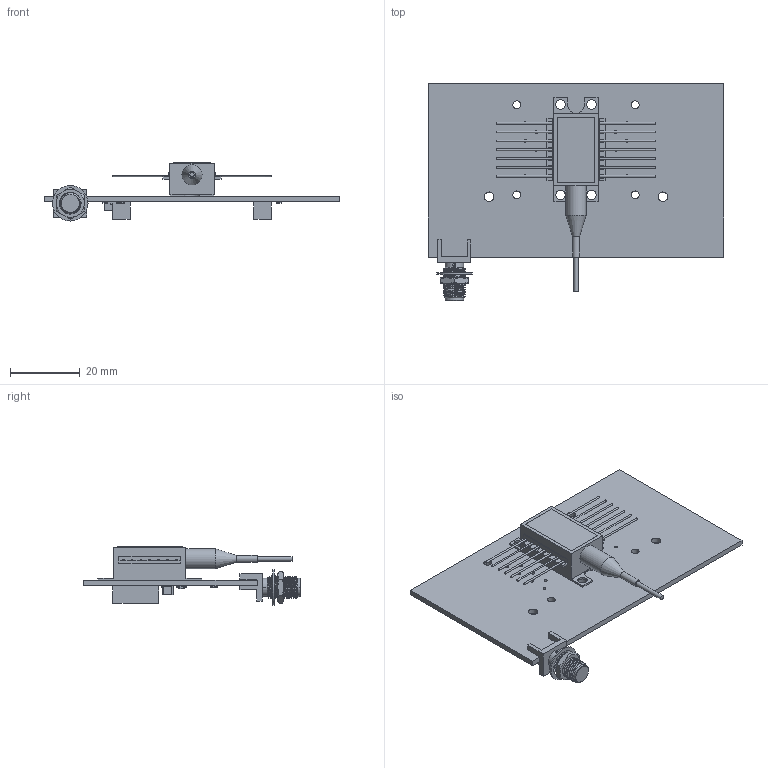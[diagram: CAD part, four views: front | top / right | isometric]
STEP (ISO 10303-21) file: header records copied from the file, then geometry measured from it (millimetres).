
FILE_DESCRIPTION(('KiCad electronic assembly'),'2;1');
FILE_NAME('Kirdy_LD_Adapter.step','2023-11-15T16:26:08',('Pcbnew'),( 'Kicad'),'Open CASCADE STEP processor 7.6','KiCad to STEP converter' ,'Unknown');
FILE_SCHEMA(('AUTOMOTIVE_DESIGN { 1 0 10303 214 1 1 1 1 }'));
Length unit declared in the file: millimetre
Products named in the file (16): Kirdy_LD_Adapter 1; Butterfly-14-Lead; COMPOUND; L_1210_3225Metric; SOLID; BG120-10-A-0-N-D; R_0805_2012Metric; C_0603_1608Metric; User Library-132289_iges_file; R_0603_1608Metric; kirdy_adapter_type_2_LD PCB
Assembly tree (20 placements, depth 3):
  Kirdy_LD_Adapter 1
    Butterfly-14-Lead
      COMPOUND
    L_1210_3225Metric
      SOLID
    BG120-10-A-0-N-D  x2
      SOLID
    R_0805_2012Metric  x5
      SOLID
    C_0603_1608Metric
      SOLID
    User Library-132289_iges_file
      COMPOUND
    R_0603_1608Metric
      SOLID
    kirdy_adapter_type_2_LD PCB
Bounding box: 85 x 62.5 x 16.69 mm (x, y, z)
Volume: 10294.8 mm3; surface area: 12603 mm2
Topology: 12 solids, 23 shells, 574 faces, 1620 edges, 1087 vertices
Faces by surface type: plane 332, cylinder 160, bspline 59, cone 23
Full cylindrical faces by diameter (mm): 0.5 x14, 0.8 x14, 1.27 x1, 2 x1, 2.2 x4, 2.7 x6, 2.9 x4, 5.8 x1
Entity records: 45836 total; most frequent: CARTESIAN_POINT 18556, DIRECTION 4021, LINE 2617, VECTOR 2617, ORIENTED_EDGE 2584, PCURVE 2584, DEFINITIONAL_REPRESENTATION 2584, EDGE_CURVE 1332
